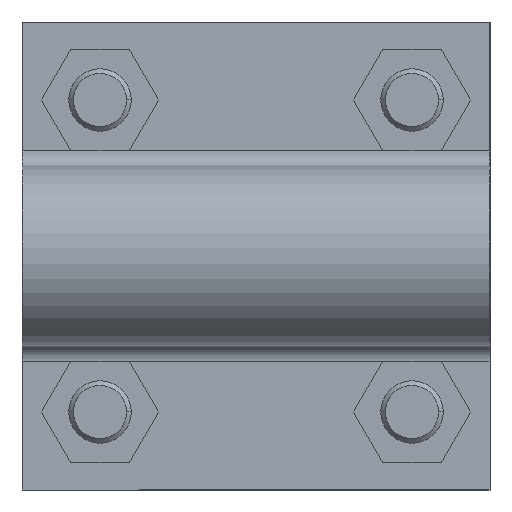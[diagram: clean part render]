
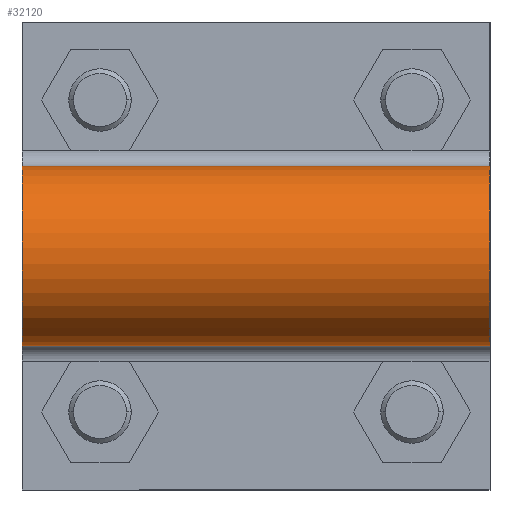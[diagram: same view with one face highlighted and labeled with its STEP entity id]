
A CAD part, front view. The second image highlights one B-rep face of the part: STEP entity #32120.
In plain terms, the highlighted cylindrical face has radius 11.5 mm (diameter 23 mm), a partial arc.
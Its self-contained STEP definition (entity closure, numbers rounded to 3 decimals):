
#26790=CARTESIAN_POINT('',(54.96,10.332,0.));
#26800=VERTEX_POINT('',#26790);
#26830=CARTESIAN_POINT('',(43.468,10.758,0.));
#26840=DIRECTION('',(0.,0.,1.));
#26850=DIRECTION('',(1.,0.,0.));
#26860=AXIS2_PLACEMENT_3D('',#26830,#26840,#26850);
#26870=CIRCLE('',#26860,11.5);
#26880=CARTESIAN_POINT('',(31.976,10.332,0.));
#26890=VERTEX_POINT('',#26880);
#26900=EDGE_CURVE('',#26800,#26890,#26870,.T.);
#28070=CARTESIAN_POINT('',(31.976,10.332,60.));
#28080=VERTEX_POINT('',#28070);
#28110=CARTESIAN_POINT('',(43.468,10.758,60.));
#28120=DIRECTION('',(0.,0.,1.));
#28130=DIRECTION('',(1.,0.,0.));
#28140=AXIS2_PLACEMENT_3D('',#28110,#28120,#28130);
#28150=CIRCLE('',#28140,11.5);
#28160=CARTESIAN_POINT('',(54.96,10.332,60.));
#28170=VERTEX_POINT('',#28160);
#28180=EDGE_CURVE('',#28170,#28080,#28150,.T.);
#31910=CARTESIAN_POINT('',(43.468,10.758,-6.));
#31920=DIRECTION('',(0.,0.,1.));
#31930=DIRECTION('',(1.,0.,0.));
#31940=AXIS2_PLACEMENT_3D('',#31910,#31920,#31930);
#31950=CYLINDRICAL_SURFACE('',#31940,11.5);
#31960=CARTESIAN_POINT('',(54.96,10.332,-6.)
);
#31970=DIRECTION('',(0.,0.,1.));
#31980=VECTOR('',#31970,1.);
#31990=LINE('',#31960,#31980);
#32000=EDGE_CURVE('',#26800,#28170,#31990,.T.);
#32010=ORIENTED_EDGE('',*,*,#32000,.F.);
#32020=ORIENTED_EDGE('',*,*,#28180,.F.);
#32030=CARTESIAN_POINT('',(31.976,10.332,-6.)
);
#32040=DIRECTION('',(0.,0.,1.));
#32050=VECTOR('',#32040,1.);
#32060=LINE('',#32030,#32050);
#32070=EDGE_CURVE('',#26890,#28080,#32060,.T.);
#32080=ORIENTED_EDGE('',*,*,#32070,.T.);
#32090=ORIENTED_EDGE('',*,*,#26900,.T.);
#32100=EDGE_LOOP('',(#32090,#32080,#32020,#32010));
#32110=FACE_OUTER_BOUND('',#32100,.T.);
#32120=ADVANCED_FACE('',(#32110),#31950,.T.);
